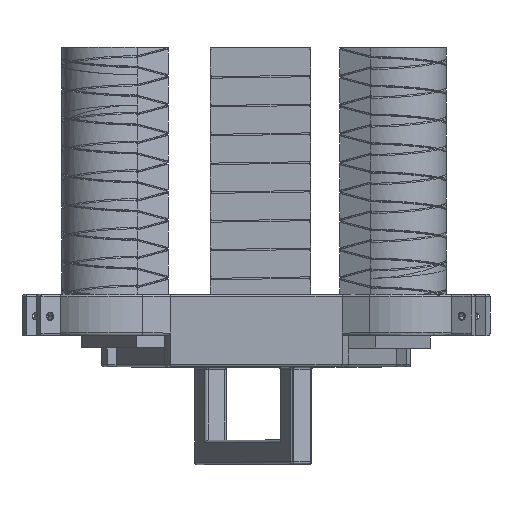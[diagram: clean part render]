
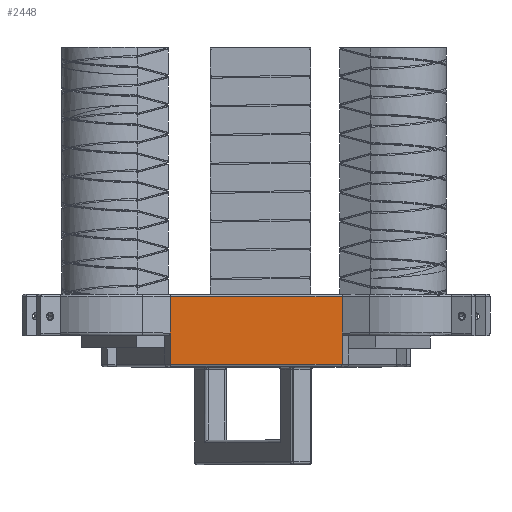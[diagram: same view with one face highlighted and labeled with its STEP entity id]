
A CAD part, top view. The second image highlights one B-rep face of the part: STEP entity #2448.
In plain terms, the highlighted planar face has unit normal (0, 0, 1).
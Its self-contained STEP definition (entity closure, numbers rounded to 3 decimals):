
#40 = VERTEX_POINT ( 'NONE', #5611 ) ;
#1147 = DIRECTION ( 'NONE',  ( 0., -1., 0. ) ) ;
#1525 = EDGE_LOOP ( 'NONE', ( #30475, #15656, #28714, #5525, #24694, #23822 ) ) ;
#2059 = CARTESIAN_POINT ( 'NONE',  ( -136.151, -116.41, 179.205 ) ) ;
#2448 = ADVANCED_FACE ( 'NONE', ( #14106 ), #23769, .F. ) ;
#2533 = VERTEX_POINT ( 'NONE', #12351 ) ;
#5387 = AXIS2_PLACEMENT_3D ( 'NONE', #2059, #21379, #16622 ) ;
#5525 = ORIENTED_EDGE ( 'NONE', *, *, #29151, .F. ) ;
#5611 = CARTESIAN_POINT ( 'NONE',  ( -136.151, -117.41, 179.205 ) ) ;
#6370 = LINE ( 'NONE', #16037, #22643 ) ;
#6560 = VECTOR ( 'NONE', #18629, 1000. ) ;
#8031 = EDGE_CURVE ( 'NONE', #18092, #11098, #14808, .T. ) ;
#11098 = VERTEX_POINT ( 'NONE', #15917 ) ;
#11515 = EDGE_CURVE ( 'NONE', #40, #19195, #6370, .T. ) ;
#12351 = CARTESIAN_POINT ( 'NONE',  ( -65.722, -132.339, 179.205 ) ) ;
#14106 = FACE_OUTER_BOUND ( 'NONE', #1525, .T. ) ;
#14163 = CARTESIAN_POINT ( 'NONE',  ( -65.722, -117.41, 179.205 ) ) ;
#14205 = VECTOR ( 'NONE', #22038, 1000. ) ;
#14209 = DIRECTION ( 'NONE',  ( 0., 1., 0. ) ) ;
#14451 = VERTEX_POINT ( 'NONE', #14163 ) ;
#14808 = LINE ( 'NONE', #26548, #21559 ) ;
#15656 = ORIENTED_EDGE ( 'NONE', *, *, #21605, .T. ) ;
#15917 = CARTESIAN_POINT ( 'NONE',  ( -65.722, -145.164, 179.205 ) ) ;
#16037 = CARTESIAN_POINT ( 'NONE',  ( -136.151, -116.41, 179.205 ) ) ;
#16622 = DIRECTION ( 'NONE',  ( 0., -1., 0. ) ) ;
#16886 = LINE ( 'NONE', #19251, #18147 ) ;
#17185 = VECTOR ( 'NONE', #24729, 1000. ) ;
#18092 = VERTEX_POINT ( 'NONE', #20985 ) ;
#18147 = VECTOR ( 'NONE', #14209, 1000. ) ;
#18155 = CARTESIAN_POINT ( 'NONE',  ( -65.722, -116.41, 179.205 ) ) ;
#18629 = DIRECTION ( 'NONE',  ( 0., -1., 0. ) ) ;
#18719 = LINE ( 'NONE', #19658, #14205 ) ;
#19195 = VERTEX_POINT ( 'NONE', #29199 ) ;
#19251 = CARTESIAN_POINT ( 'NONE',  ( -136.151, -146.164, 179.205 ) ) ;
#19658 = CARTESIAN_POINT ( 'NONE',  ( -136.151, -117.41, 179.205 ) ) ;
#19861 = DIRECTION ( 'NONE',  ( 1., 0., 0. ) ) ;
#20985 = CARTESIAN_POINT ( 'NONE',  ( -136.151, -145.164, 179.205 ) ) ;
#21379 = DIRECTION ( 'NONE',  ( 0., 0., -1. ) ) ;
#21559 = VECTOR ( 'NONE', #19861, 1000. ) ;
#21605 = EDGE_CURVE ( 'NONE', #14451, #40, #18719, .T. ) ;
#21877 = LINE ( 'NONE', #24580, #17185 ) ;
#22038 = DIRECTION ( 'NONE',  ( -1., 0., 0. ) ) ;
#22643 = VECTOR ( 'NONE', #1147, 1000. ) ;
#23769 = PLANE ( 'NONE',  #5387 ) ;
#23822 = ORIENTED_EDGE ( 'NONE', *, *, #30779, .T. ) ;
#24580 = CARTESIAN_POINT ( 'NONE',  ( -65.722, -146.164, 179.205 ) ) ;
#24694 = ORIENTED_EDGE ( 'NONE', *, *, #8031, .T. ) ;
#24729 = DIRECTION ( 'NONE',  ( 0., 1., 0. ) ) ;
#26548 = CARTESIAN_POINT ( 'NONE',  ( -136.151, -145.164, 179.205 ) ) ;
#28714 = ORIENTED_EDGE ( 'NONE', *, *, #11515, .T. ) ;
#29151 = EDGE_CURVE ( 'NONE', #18092, #19195, #16886, .T. ) ;
#29199 = CARTESIAN_POINT ( 'NONE',  ( -136.151, -132.339, 179.205 ) ) ;
#30117 = EDGE_CURVE ( 'NONE', #14451, #2533, #30384, .T. ) ;
#30384 = LINE ( 'NONE', #18155, #6560 ) ;
#30475 = ORIENTED_EDGE ( 'NONE', *, *, #30117, .F. ) ;
#30779 = EDGE_CURVE ( 'NONE', #11098, #2533, #21877, .T. ) ;
